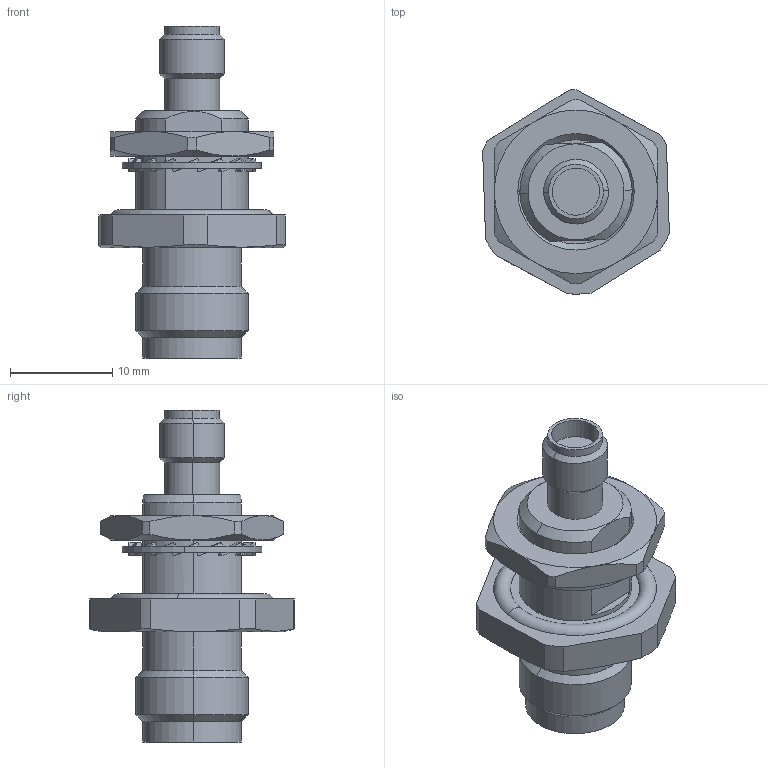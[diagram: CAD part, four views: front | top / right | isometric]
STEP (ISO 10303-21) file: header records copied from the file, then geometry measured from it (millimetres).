
FILE_DESCRIPTION (( 'STEP AP203' ), '1' );
FILE_NAME ('R191.314.730.STEP', '2019-08-21T06:47:33', ( '' ), ( '' ), 'SwSTEP 2.0', 'SolidWorks 2017', '' );
FILE_SCHEMA (( 'CONFIG_CONTROL_DESIGN' ));
Length unit declared in the file: millimetre
Products named in the file (1): R191.314.730
Bounding box: 18.28 x 20 x 32.5 mm (x, y, z)
Volume: 2894.7 mm3; surface area: 2417.8 mm2
Topology: 2 solids, 2 shells, 264 faces, 668 edges, 413 vertices
Faces by surface type: cylinder 135, plane 93, cone 34, torus 2
Entity records: 8268 total; most frequent: CARTESIAN_POINT 2090, ORIENTED_EDGE 1336, DIRECTION 1271, EDGE_CURVE 668, AXIS2_PLACEMENT_3D 512, VERTEX_POINT 413, EDGE_LOOP 275, ADVANCED_FACE 264
